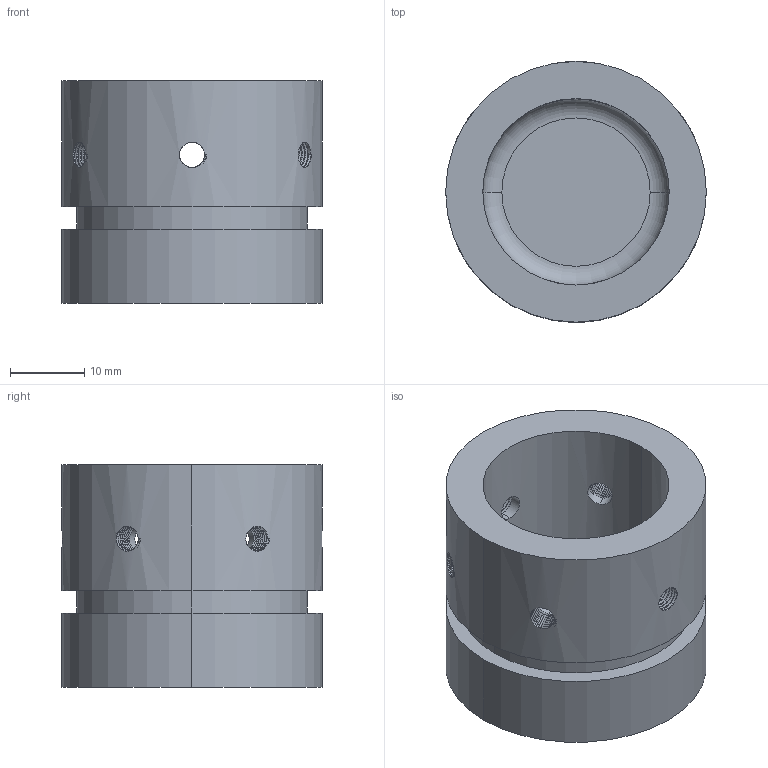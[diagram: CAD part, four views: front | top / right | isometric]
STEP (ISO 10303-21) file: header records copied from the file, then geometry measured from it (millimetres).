
FILE_DESCRIPTION (( 'STEP AP203' ), '1' );
FILE_NAME ('02 Head Case.STEP', '2025-06-10T03:18:57', ( '' ), ( '' ), 'SwSTEP 2.0', 'SolidWorks 2024', '' );
FILE_SCHEMA (( 'CONFIG_CONTROL_DESIGN' ));
Length unit declared in the file: millimetre
Products named in the file (1): 02 Head Case
Bounding box: 35.08 x 35.08 x 30 mm (x, y, z)
Volume: 15314.4 mm3; surface area: 7962.8 mm2
Topology: 1 solids, 1 shells, 141 faces, 406 edges, 270 vertices
Faces by surface type: cylinder 104, bspline 18, plane 17, torus 2
Entity records: 12137 total; most frequent: CARTESIAN_POINT 9024, ORIENTED_EDGE 812, DIRECTION 416, EDGE_CURVE 406, VERTEX_POINT 270, EDGE_LOOP 156, AXIS2_PLACEMENT_3D 150, B_SPLINE_CURVE_WITH_KNOTS 144
